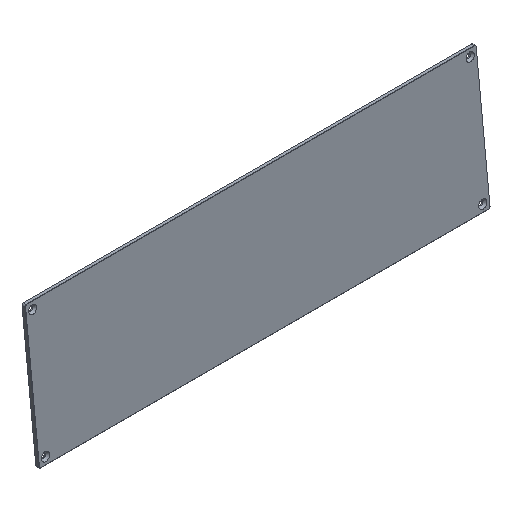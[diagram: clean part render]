
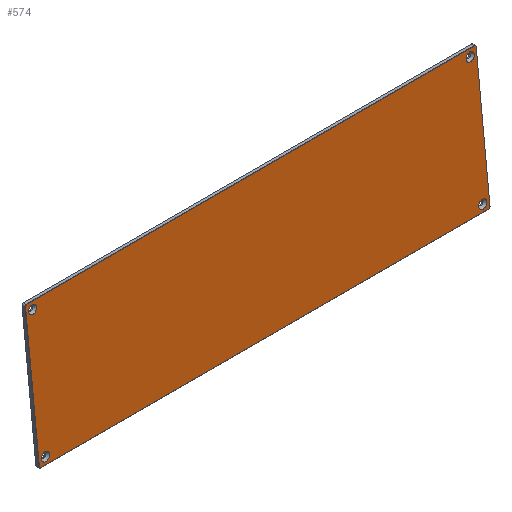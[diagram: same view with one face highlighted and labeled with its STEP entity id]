
A CAD part, isometric view. The second image highlights one B-rep face of the part: STEP entity #574.
In plain terms, the highlighted planar face has unit normal (0, -0.995, 0.104).
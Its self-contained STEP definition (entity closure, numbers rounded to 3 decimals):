
#35=FACE_BOUND('',#111,.T.);
#36=FACE_BOUND('',#112,.T.);
#37=FACE_BOUND('',#113,.T.);
#38=FACE_BOUND('',#114,.T.);
#43=CIRCLE('',#623,0.8);
#44=CIRCLE('',#624,0.8);
#45=CIRCLE('',#625,0.8);
#46=CIRCLE('',#626,0.8);
#47=CIRCLE('',#627,2.5);
#48=CIRCLE('',#628,2.5);
#49=CIRCLE('',#629,2.5);
#50=CIRCLE('',#630,2.5);
#76=FACE_OUTER_BOUND('',#110,.T.);
#110=EDGE_LOOP('',(#399,#400,#401,#402,#403,#404,#405,#406));
#111=EDGE_LOOP('',(#407));
#112=EDGE_LOOP('',(#408));
#113=EDGE_LOOP('',(#409));
#114=EDGE_LOOP('',(#410));
#159=LINE('',#896,#211);
#160=LINE('',#900,#212);
#161=LINE('',#904,#213);
#162=LINE('',#907,#214);
#211=VECTOR('',#703,10.);
#212=VECTOR('',#706,10.);
#213=VECTOR('',#709,10.);
#214=VECTOR('',#712,10.);
#263=VERTEX_POINT('',#892);
#264=VERTEX_POINT('',#893);
#265=VERTEX_POINT('',#895);
#266=VERTEX_POINT('',#897);
#267=VERTEX_POINT('',#899);
#268=VERTEX_POINT('',#901);
#269=VERTEX_POINT('',#903);
#270=VERTEX_POINT('',#905);
#271=VERTEX_POINT('',#908);
#272=VERTEX_POINT('',#910);
#273=VERTEX_POINT('',#912);
#274=VERTEX_POINT('',#914);
#315=EDGE_CURVE('',#263,#264,#43,.T.);
#316=EDGE_CURVE('',#265,#263,#159,.T.);
#317=EDGE_CURVE('',#266,#265,#44,.T.);
#318=EDGE_CURVE('',#267,#266,#160,.T.);
#319=EDGE_CURVE('',#268,#267,#45,.T.);
#320=EDGE_CURVE('',#269,#268,#161,.T.);
#321=EDGE_CURVE('',#270,#269,#46,.T.);
#322=EDGE_CURVE('',#264,#270,#162,.T.);
#323=EDGE_CURVE('',#271,#271,#47,.T.);
#324=EDGE_CURVE('',#272,#272,#48,.T.);
#325=EDGE_CURVE('',#273,#273,#49,.T.);
#326=EDGE_CURVE('',#274,#274,#50,.T.);
#399=ORIENTED_EDGE('',*,*,#315,.F.);
#400=ORIENTED_EDGE('',*,*,#316,.F.);
#401=ORIENTED_EDGE('',*,*,#317,.F.);
#402=ORIENTED_EDGE('',*,*,#318,.F.);
#403=ORIENTED_EDGE('',*,*,#319,.F.);
#404=ORIENTED_EDGE('',*,*,#320,.F.);
#405=ORIENTED_EDGE('',*,*,#321,.F.);
#406=ORIENTED_EDGE('',*,*,#322,.F.);
#407=ORIENTED_EDGE('',*,*,#323,.T.);
#408=ORIENTED_EDGE('',*,*,#324,.T.);
#409=ORIENTED_EDGE('',*,*,#325,.T.);
#410=ORIENTED_EDGE('',*,*,#326,.T.);
#560=PLANE('',#622);
#574=ADVANCED_FACE('',(#76,#35,#36,#37,#38),#560,.T.);
#622=AXIS2_PLACEMENT_3D('',#891,#699,#700);
#623=AXIS2_PLACEMENT_3D('',#894,#701,#702);
#624=AXIS2_PLACEMENT_3D('',#898,#704,#705);
#625=AXIS2_PLACEMENT_3D('',#902,#707,#708);
#626=AXIS2_PLACEMENT_3D('',#906,#710,#711);
#627=AXIS2_PLACEMENT_3D('',#909,#713,#714);
#628=AXIS2_PLACEMENT_3D('',#911,#715,#716);
#629=AXIS2_PLACEMENT_3D('',#913,#717,#718);
#630=AXIS2_PLACEMENT_3D('',#915,#719,#720);
#699=DIRECTION('center_axis',(0.,-0.995,0.105));
#700=DIRECTION('ref_axis',(0.,-0.105,-0.995));
#701=DIRECTION('center_axis',(0.,0.995,-0.105));
#702=DIRECTION('ref_axis',(0.707,-0.074,-0.703));
#703=DIRECTION('',(0.,-0.105,-0.995));
#704=DIRECTION('center_axis',(0.,0.995,-0.105));
#705=DIRECTION('ref_axis',(0.707,0.074,0.703));
#706=DIRECTION('',(1.,0.,0.));
#707=DIRECTION('center_axis',(0.,0.995,-0.105));
#708=DIRECTION('ref_axis',(-0.707,0.074,0.703));
#709=DIRECTION('',(0.,0.105,0.995));
#710=DIRECTION('center_axis',(0.,0.995,-0.105));
#711=DIRECTION('ref_axis',(-0.707,-0.074,-0.703));
#712=DIRECTION('',(-1.,0.,0.));
#713=DIRECTION('center_axis',(0.,0.995,-0.105));
#714=DIRECTION('ref_axis',(0.,-0.105,-0.995));
#715=DIRECTION('center_axis',(0.,0.995,-0.105));
#716=DIRECTION('ref_axis',(0.,-0.105,-0.995));
#717=DIRECTION('center_axis',(0.,0.995,-0.105));
#718=DIRECTION('ref_axis',(0.,-0.105,-0.995));
#719=DIRECTION('center_axis',(0.,0.995,-0.105));
#720=DIRECTION('ref_axis',(0.,-0.105,-0.995));
#891=CARTESIAN_POINT('Origin',(128.746,-150.679,48.636));
#892=CARTESIAN_POINT('',(140.446,-159.843,-38.547));
#893=CARTESIAN_POINT('',(139.646,-159.926,-39.343));
#894=CARTESIAN_POINT('Origin',(139.646,-159.843,-38.547));
#895=CARTESIAN_POINT('',(140.446,-151.213,43.564));
#896=CARTESIAN_POINT('',(140.446,-155.319,4.497));
#897=CARTESIAN_POINT('',(139.646,-151.129,44.359));
#898=CARTESIAN_POINT('Origin',(139.646,-151.213,43.564));
#899=CARTESIAN_POINT('',(-139.646,-151.129,44.359));
#900=CARTESIAN_POINT('',(134.246,-151.129,44.359));
#901=CARTESIAN_POINT('',(-140.446,-151.213,43.564));
#902=CARTESIAN_POINT('Origin',(-139.646,-151.213,43.564));
#903=CARTESIAN_POINT('',(-140.446,-159.843,-38.547));
#904=CARTESIAN_POINT('',(-140.446,-150.732,48.138));
#905=CARTESIAN_POINT('',(-139.646,-159.926,-39.343));
#906=CARTESIAN_POINT('Origin',(-139.646,-159.843,-38.547));
#907=CARTESIAN_POINT('',(-5.5,-159.926,-39.343));
#908=CARTESIAN_POINT('',(136.353,-159.237,-32.786));
#909=CARTESIAN_POINT('Origin',(136.353,-159.499,-35.272));
#910=CARTESIAN_POINT('',(136.353,-151.295,42.775));
#911=CARTESIAN_POINT('Origin',(136.353,-151.557,40.289));
#912=CARTESIAN_POINT('',(-136.353,-151.295,42.775));
#913=CARTESIAN_POINT('Origin',(-136.353,-151.557,40.289));
#914=CARTESIAN_POINT('',(-136.353,-159.237,-32.786));
#915=CARTESIAN_POINT('Origin',(-136.353,-159.499,-35.272));
